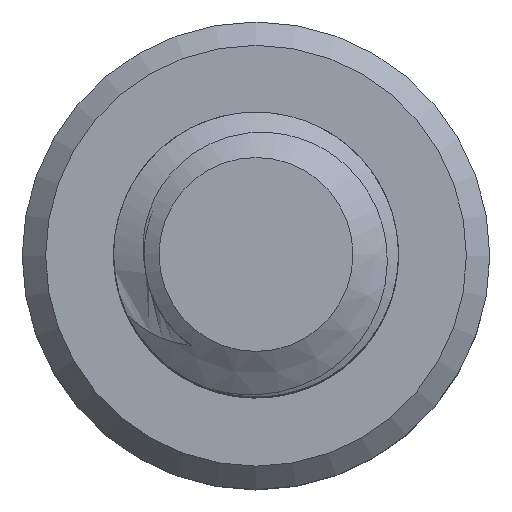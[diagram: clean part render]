
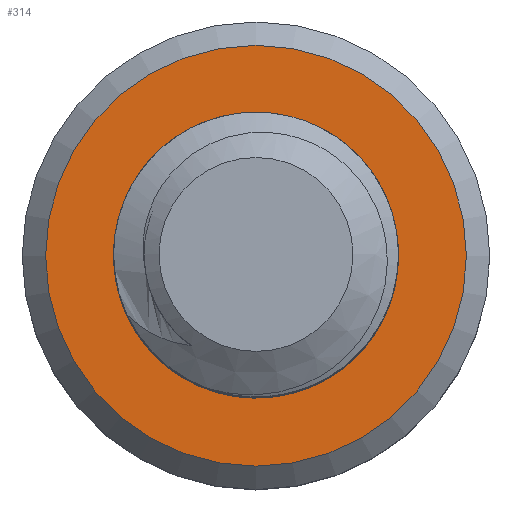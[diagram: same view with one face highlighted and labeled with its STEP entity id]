
A CAD part, top view. The second image highlights one B-rep face of the part: STEP entity #314.
In plain terms, the highlighted planar face has unit normal (0, 0, 1).
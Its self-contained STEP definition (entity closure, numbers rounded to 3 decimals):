
#44=PLANE('',#359);
#60=B_SPLINE_CURVE_WITH_KNOTS('',3,(#3020,#3021,#3022,#3023,#3024,#3025,
#3026,#3027,#3028,#3029,#3030,#3031,#3032,#3033,#3034,#3035),
 .UNSPECIFIED.,.F.,.F.,(4,2,2,2,2,2,2,4),(0.,0.05,0.099,
0.173,0.271,0.397,0.518,
0.661),.UNSPECIFIED.);
#61=B_SPLINE_CURVE_WITH_KNOTS('',3,(#3494,#3495,#3496,#3497,#3498,#3499,
#3500,#3501,#3502,#3503,#3504,#3505,#3506,#3507,#3508,#3509,#3510,#3511),
 .UNSPECIFIED.,.F.,.F.,(4,2,2,2,2,2,2,2,4),(0.,0.068,0.129,
0.216,0.25,0.304,0.362,
0.411,0.48),.UNSPECIFIED.);
#76=FACE_BOUND('',#118,.T.);
#88=FACE_OUTER_BOUND('',#117,.T.);
#117=EDGE_LOOP('',(#249));
#118=EDGE_LOOP('',(#250,#251,#252,#253));
#131=CIRCLE('',#336,3.566);
#139=CIRCLE('',#349,1.897);
#140=CIRCLE('',#351,2.413);
#146=VERTEX_POINT('',#462);
#157=VERTEX_POINT('',#529);
#158=VERTEX_POINT('',#1044);
#159=VERTEX_POINT('',#1561);
#160=VERTEX_POINT('',#2062);
#171=EDGE_CURVE('',#146,#146,#131,.T.);
#183=EDGE_CURVE('',#158,#157,#139,.T.);
#187=EDGE_CURVE('',#160,#159,#140,.T.);
#188=EDGE_CURVE('',#157,#159,#60,.T.);
#189=EDGE_CURVE('',#160,#158,#61,.T.);
#249=ORIENTED_EDGE('',*,*,#171,.T.);
#250=ORIENTED_EDGE('',*,*,#187,.F.);
#251=ORIENTED_EDGE('',*,*,#189,.T.);
#252=ORIENTED_EDGE('',*,*,#183,.T.);
#253=ORIENTED_EDGE('',*,*,#188,.T.);
#314=ADVANCED_FACE('',(#88,#76),#44,.F.);
#336=AXIS2_PLACEMENT_3D('',#463,#376,#377);
#349=AXIS2_PLACEMENT_3D('',#1045,#402,#403);
#351=AXIS2_PLACEMENT_3D('',#2561,#406,#407);
#359=AXIS2_PLACEMENT_3D('',#3523,#422,#423);
#376=DIRECTION('center_axis',(0.,0.,1.));
#377=DIRECTION('ref_axis',(-1.,0.,0.));
#402=DIRECTION('center_axis',(0.,0.,-1.));
#403=DIRECTION('ref_axis',(1.,0.,0.));
#406=DIRECTION('center_axis',(0.,0.,1.));
#407=DIRECTION('ref_axis',(1.,0.,0.));
#422=DIRECTION('center_axis',(0.,0.,-1.));
#423=DIRECTION('ref_axis',(-1.,0.,0.));
#462=CARTESIAN_POINT('',(-3.566,0.,-12.7));
#463=CARTESIAN_POINT('Origin',(0.,0.,-12.7));
#529=CARTESIAN_POINT('',(0.,-1.897,-12.7));
#1044=CARTESIAN_POINT('',(1.329,-1.354,-12.7));
#1045=CARTESIAN_POINT('Origin',(0.,0.,-12.7));
#1561=CARTESIAN_POINT('',(-1.691,1.722,-12.7));
#2062=CARTESIAN_POINT('',(0.,2.413,-12.7));
#2561=CARTESIAN_POINT('Origin',(0.,0.,-12.7));
#3020=CARTESIAN_POINT('Ctrl Pts',(0.,-1.897,
-12.7));
#3021=CARTESIAN_POINT('Ctrl Pts',(-0.167,-1.915,
-12.7));
#3022=CARTESIAN_POINT('Ctrl Pts',(-0.335,-1.911,
-12.7));
#3023=CARTESIAN_POINT('Ctrl Pts',(-0.661,-1.863,
-12.7));
#3024=CARTESIAN_POINT('Ctrl Pts',(-0.817,-1.82,
-12.7));
#3025=CARTESIAN_POINT('Ctrl Pts',(-1.194,-1.666,-12.7));
#3026=CARTESIAN_POINT('Ctrl Pts',(-1.403,-1.532,-12.7));
#3027=CARTESIAN_POINT('Ctrl Pts',(-1.821,-1.136,-12.7));
#3028=CARTESIAN_POINT('Ctrl Pts',(-1.969,-0.884,
-12.7));
#3029=CARTESIAN_POINT('Ctrl Pts',(-2.176,-0.418,-12.7));
#3030=CARTESIAN_POINT('Ctrl Pts',(-2.241,-0.137,
-12.7));
#3031=CARTESIAN_POINT('Ctrl Pts',(-2.261,0.421,-12.7));
#3032=CARTESIAN_POINT('Ctrl Pts',(-2.22,0.694,-12.7));
#3033=CARTESIAN_POINT('Ctrl Pts',(-2.026,1.261,-12.7));
#3034=CARTESIAN_POINT('Ctrl Pts',(-1.861,1.521,-12.7));
#3035=CARTESIAN_POINT('Ctrl Pts',(-1.691,1.722,-12.7));
#3494=CARTESIAN_POINT('Ctrl Pts',(0.,2.413,
-12.7));
#3495=CARTESIAN_POINT('Ctrl Pts',(0.225,2.394,-12.7));
#3496=CARTESIAN_POINT('Ctrl Pts',(0.446,2.343,-12.7));
#3497=CARTESIAN_POINT('Ctrl Pts',(0.847,2.184,-12.7));
#3498=CARTESIAN_POINT('Ctrl Pts',(1.027,2.083,-12.7));
#3499=CARTESIAN_POINT('Ctrl Pts',(1.421,1.786,-12.7));
#3500=CARTESIAN_POINT('Ctrl Pts',(1.616,1.571,-12.7));
#3501=CARTESIAN_POINT('Ctrl Pts',(1.825,1.229,-12.7));
#3502=CARTESIAN_POINT('Ctrl Pts',(1.892,1.105,-12.7));
#3503=CARTESIAN_POINT('Ctrl Pts',(2.035,0.727,-12.7));
#3504=CARTESIAN_POINT('Ctrl Pts',(2.081,0.481,-12.7));
#3505=CARTESIAN_POINT('Ctrl Pts',(2.083,-0.031,-12.7));
#3506=CARTESIAN_POINT('Ctrl Pts',(2.033,-0.292,-12.7));
#3507=CARTESIAN_POINT('Ctrl Pts',(1.852,-0.744,-12.7));
#3508=CARTESIAN_POINT('Ctrl Pts',(1.753,-0.897,-12.7));
#3509=CARTESIAN_POINT('Ctrl Pts',(1.581,-1.129,-12.7));
#3510=CARTESIAN_POINT('Ctrl Pts',(1.463,-1.25,-12.7));
#3511=CARTESIAN_POINT('Ctrl Pts',(1.329,-1.354,-12.7));
#3523=CARTESIAN_POINT('Origin',(0.,0.,-12.7));
